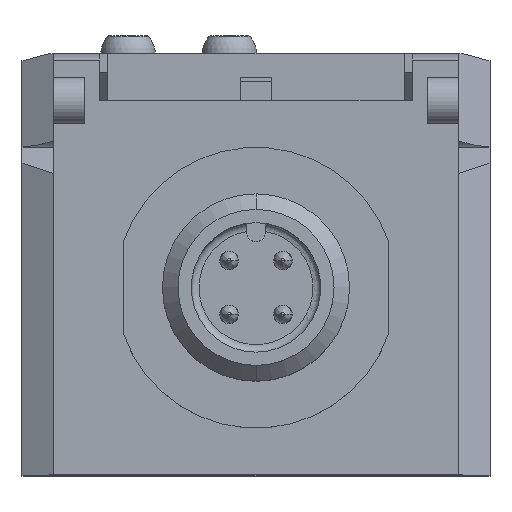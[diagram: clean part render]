
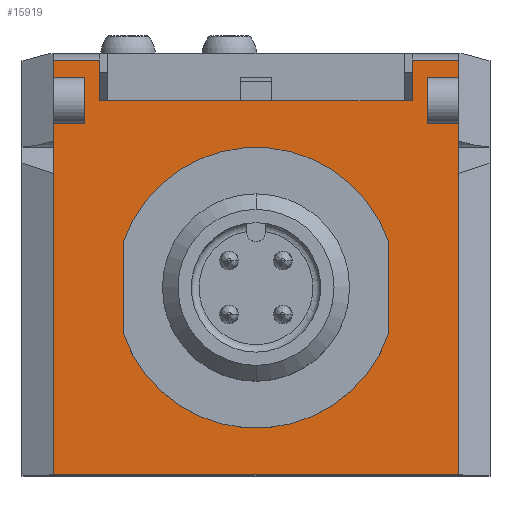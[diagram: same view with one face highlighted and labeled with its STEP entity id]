
A CAD part, top view. The second image highlights one B-rep face of the part: STEP entity #15919.
In plain terms, the highlighted planar face has unit normal (0, 0, 1).
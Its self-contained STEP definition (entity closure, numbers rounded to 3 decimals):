
#70=DIRECTION('',(1.,0.,0.));
#71=VECTOR('',#70,26.);
#72=CARTESIAN_POINT('',(-13.,0.,45.));
#73=LINE('',#72,#71);
#1043=DIRECTION('',(1.,0.,0.));
#1044=VECTOR('',#1043,2.);
#1045=CARTESIAN_POINT('',(-13.,25.5,45.));
#1046=LINE('',#1045,#1044);
#1050=DIRECTION('',(1.,0.,0.));
#1051=VECTOR('',#1050,3.);
#1052=CARTESIAN_POINT('',(-13.,26.598,45.));
#1053=LINE('',#1052,#1051);
#1057=DIRECTION('',(0.,-1.,0.));
#1058=VECTOR('',#1057,2.598);
#1059=CARTESIAN_POINT('',(-10.,26.598,45.));
#1060=LINE('',#1059,#1058);
#1064=DIRECTION('',(1.,0.,0.));
#1065=VECTOR('',#1064,20.);
#1066=CARTESIAN_POINT('',(-10.,24.,45.));
#1067=LINE('',#1066,#1065);
#1071=DIRECTION('',(0.,-1.,0.));
#1072=VECTOR('',#1071,2.598);
#1073=CARTESIAN_POINT('',(10.,26.598,45.));
#1074=LINE('',#1073,#1072);
#1078=DIRECTION('',(1.,0.,0.));
#1079=VECTOR('',#1078,3.);
#1080=CARTESIAN_POINT('',(10.,26.598,45.));
#1081=LINE('',#1080,#1079);
#1085=DIRECTION('',(-1.,0.,0.));
#1086=VECTOR('',#1085,2.);
#1087=CARTESIAN_POINT('',(13.,25.5,45.));
#1088=LINE('',#1087,#1086);
#1092=DIRECTION('',(0.,-1.,0.));
#1093=VECTOR('',#1092,3.);
#1094=CARTESIAN_POINT('',(11.,25.5,45.));
#1095=LINE('',#1094,#1093);
#1099=DIRECTION('',(-1.,0.,0.));
#1100=VECTOR('',#1099,2.);
#1101=CARTESIAN_POINT('',(13.,22.5,45.));
#1102=LINE('',#1101,#1100);
#1106=DIRECTION('',(0.,1.,0.));
#1107=VECTOR('',#1106,19.323);
#1108=CARTESIAN_POINT('',(13.,0.,45.));
#1109=LINE('',#1108,#1107);
#1113=DIRECTION('',(0.,1.,0.));
#1114=VECTOR('',#1113,19.323);
#1115=CARTESIAN_POINT('',(-13.,0.,45.));
#1116=LINE('',#1115,#1114);
#1120=DIRECTION('',(1.,0.,0.));
#1121=VECTOR('',#1120,2.);
#1122=CARTESIAN_POINT('',(-13.,22.5,45.));
#1123=LINE('',#1122,#1121);
#1127=DIRECTION('',(0.,-1.,0.));
#1128=VECTOR('',#1127,3.);
#1129=CARTESIAN_POINT('',(-11.,25.5,45.));
#1130=LINE('',#1129,#1128);
#1134=CARTESIAN_POINT('',(0.,12.,45.));
#1135=DIRECTION('',(0.,0.,1.));
#1136=DIRECTION('',(1.,0.,0.));
#1137=AXIS2_PLACEMENT_3D('',#1134,#1135,#1136);
#1142=CARTESIAN_POINT('',(0.,12.,45.));
#1143=DIRECTION('',(0.,0.,1.));
#1144=DIRECTION('',(-1.,0.,0.));
#1145=AXIS2_PLACEMENT_3D('',#1142,#1143,#1144);
#1172=DIRECTION('',(0.,-1.,0.));
#1173=VECTOR('',#1172,3.177);
#1174=CARTESIAN_POINT('',(-13.,22.5,45.));
#1175=LINE('',#1174,#1173);
#1201=DIRECTION('',(0.,-1.,0.));
#1202=VECTOR('',#1201,1.098);
#1203=CARTESIAN_POINT('',(-13.,26.598,45.));
#1204=LINE('',#1203,#1202);
#1631=DIRECTION('',(0.,1.,0.));
#1632=VECTOR('',#1631,1.098);
#1633=CARTESIAN_POINT('',(13.,25.5,45.));
#1634=LINE('',#1633,#1632);
#1660=DIRECTION('',(0.,1.,0.));
#1661=VECTOR('',#1660,3.177);
#1662=CARTESIAN_POINT('',(13.,19.323,45.));
#1663=LINE('',#1662,#1661);
#13068=CARTESIAN_POINT('',(13.,0.,45.));
#13070=VERTEX_POINT('',#13068);
#13071=CARTESIAN_POINT('',(-13.,0.,45.));
#13073=VERTEX_POINT('',#13071);
#13084=CARTESIAN_POINT('',(-13.,26.598,45.));
#13086=VERTEX_POINT('',#13084);
#13088=CARTESIAN_POINT('',(13.,26.598,45.));
#13090=VERTEX_POINT('',#13088);
#13099=CARTESIAN_POINT('',(13.,19.323,45.));
#13100=VERTEX_POINT('',#13099);
#13109=CARTESIAN_POINT('',(-13.,19.323,45.));
#13110=VERTEX_POINT('',#13109);
#13111=CARTESIAN_POINT('',(-10.,26.598,45.));
#13112=CARTESIAN_POINT('',(-10.,24.,45.));
#13113=VERTEX_POINT('',#13111);
#13114=VERTEX_POINT('',#13112);
#13115=CARTESIAN_POINT('',(10.,24.,45.));
#13116=VERTEX_POINT('',#13115);
#13117=CARTESIAN_POINT('',(10.,26.598,45.));
#13118=VERTEX_POINT('',#13117);
#13127=CARTESIAN_POINT('',(13.,25.5,45.));
#13128=CARTESIAN_POINT('',(11.,25.5,45.));
#13129=VERTEX_POINT('',#13127);
#13130=VERTEX_POINT('',#13128);
#13131=CARTESIAN_POINT('',(11.,22.5,45.));
#13132=VERTEX_POINT('',#13131);
#13133=CARTESIAN_POINT('',(13.,22.5,45.));
#13134=VERTEX_POINT('',#13133);
#13147=CARTESIAN_POINT('',(-13.,25.5,45.));
#13148=CARTESIAN_POINT('',(-11.,25.5,45.));
#13149=VERTEX_POINT('',#13147);
#13150=VERTEX_POINT('',#13148);
#13151=CARTESIAN_POINT('',(-11.,22.5,45.));
#13152=VERTEX_POINT('',#13151);
#13153=CARTESIAN_POINT('',(-13.,22.5,45.));
#13154=VERTEX_POINT('',#13153);
#13967=CARTESIAN_POINT('',(7.19,12.,45.));
#13968=CARTESIAN_POINT('',(-7.19,12.,45.));
#13969=VERTEX_POINT('',#13967);
#13970=VERTEX_POINT('',#13968);
#15873=CARTESIAN_POINT('',(-15.,0.,45.));
#15874=DIRECTION('',(0.,0.,1.));
#15875=DIRECTION('',(1.,0.,0.));
#15876=AXIS2_PLACEMENT_3D('',#15873,#15874,#15875);
#15877=PLANE('',#15876);
#15879=ORIENTED_EDGE('',*,*,#15878,.F.);
#15881=ORIENTED_EDGE('',*,*,#15880,.F.);
#15883=ORIENTED_EDGE('',*,*,#15882,.T.);
#15884=ORIENTED_EDGE('',*,*,#15857,.T.);
#15885=ORIENTED_EDGE('',*,*,#15730,.T.);
#15887=ORIENTED_EDGE('',*,*,#15886,.F.);
#15889=ORIENTED_EDGE('',*,*,#15888,.T.);
#15891=ORIENTED_EDGE('',*,*,#15890,.F.);
#15893=ORIENTED_EDGE('',*,*,#15892,.T.);
#15895=ORIENTED_EDGE('',*,*,#15894,.T.);
#15897=ORIENTED_EDGE('',*,*,#15896,.F.);
#15899=ORIENTED_EDGE('',*,*,#15898,.F.);
#15901=ORIENTED_EDGE('',*,*,#15900,.F.);
#15902=ORIENTED_EDGE('',*,*,#15340,.F.);
#15904=ORIENTED_EDGE('',*,*,#15903,.T.);
#15906=ORIENTED_EDGE('',*,*,#15905,.F.);
#15908=ORIENTED_EDGE('',*,*,#15907,.T.);
#15910=ORIENTED_EDGE('',*,*,#15909,.F.);
#15911=EDGE_LOOP('',(#15879,#15881,#15883,#15884,#15885,#15887,#15889,#15891,
#15893,#15895,#15897,#15899,#15901,#15902,#15904,#15906,#15908,#15910));
#15912=FACE_OUTER_BOUND('',#15911,.F.);
#15914=ORIENTED_EDGE('',*,*,#15913,.T.);
#15916=ORIENTED_EDGE('',*,*,#15915,.T.);
#15917=EDGE_LOOP('',(#15914,#15916));
#15918=FACE_BOUND('',#15917,.F.);
#15919=ADVANCED_FACE('',(#15912,#15918),#15877,.T.);
#1138=CIRCLE('',#1137,7.19);
#1146=CIRCLE('',#1145,7.19);
#15340=EDGE_CURVE('',#13073,#13070,#73,.T.);
#15730=EDGE_CURVE('',#13114,#13116,#1067,.T.);
#15857=EDGE_CURVE('',#13113,#13114,#1060,.T.);
#15878=EDGE_CURVE('',#13149,#13150,#1046,.T.);
#15880=EDGE_CURVE('',#13086,#13149,#1204,.T.);
#15882=EDGE_CURVE('',#13086,#13113,#1053,.T.);
#15886=EDGE_CURVE('',#13118,#13116,#1074,.T.);
#15888=EDGE_CURVE('',#13118,#13090,#1081,.T.);
#15890=EDGE_CURVE('',#13129,#13090,#1634,.T.);
#15892=EDGE_CURVE('',#13129,#13130,#1088,.T.);
#15894=EDGE_CURVE('',#13130,#13132,#1095,.T.);
#15896=EDGE_CURVE('',#13134,#13132,#1102,.T.);
#15898=EDGE_CURVE('',#13100,#13134,#1663,.T.);
#15900=EDGE_CURVE('',#13070,#13100,#1109,.T.);
#15903=EDGE_CURVE('',#13073,#13110,#1116,.T.);
#15905=EDGE_CURVE('',#13154,#13110,#1175,.T.);
#15907=EDGE_CURVE('',#13154,#13152,#1123,.T.);
#15909=EDGE_CURVE('',#13150,#13152,#1130,.T.);
#15913=EDGE_CURVE('',#13969,#13970,#1138,.T.);
#15915=EDGE_CURVE('',#13970,#13969,#1146,.T.);
